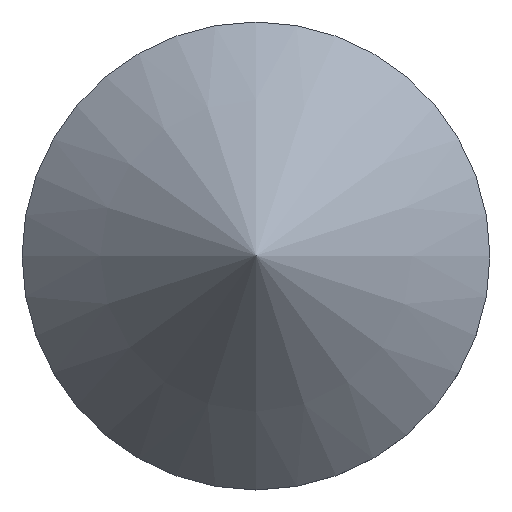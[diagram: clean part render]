
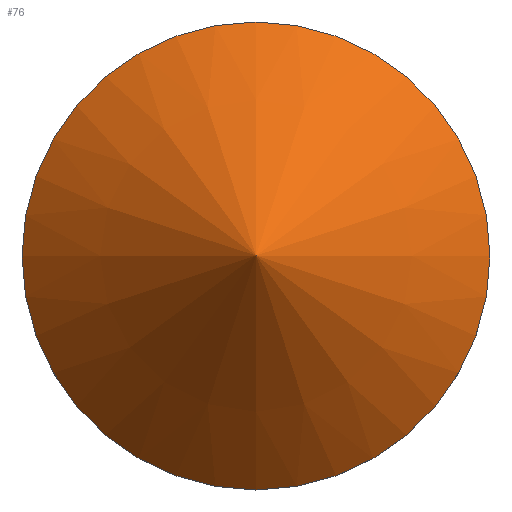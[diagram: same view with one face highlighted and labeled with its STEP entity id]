
A CAD part, top view. The second image highlights one B-rep face of the part: STEP entity #76.
In plain terms, the highlighted conical face has half-angle 45 degrees and reference radius 707.107 mm.
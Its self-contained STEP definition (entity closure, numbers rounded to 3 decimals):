
#76 = ADVANCED_FACE( '', ( #85, #86 ), #87, .T. );
#85 = FACE_OUTER_BOUND( '', #102, .T. );
#86 = FACE_BOUND( '', #103, .T. );
#87 = CONICAL_SURFACE( '', #104, 707.107, 0.785 );
#102 = EDGE_LOOP( '', ( #121 ) );
#103 = VERTEX_LOOP( '', #122 );
#104 = AXIS2_PLACEMENT_3D( '', #123, #124, #125 );
#121 = ORIENTED_EDGE( '', *, *, #147, .T. );
#122 = VERTEX_POINT( '', #148 );
#123 = CARTESIAN_POINT( '', ( 0., 0., -679.107 ) );
#124 = DIRECTION( '', ( 0., 0., -1. ) );
#125 = DIRECTION( '', ( -1., 0., 0. ) );
#147 = EDGE_CURVE( '', #155, #155, #156, .T. );
#148 = CARTESIAN_POINT( '', ( 0., 0., 28. ) );
#155 = VERTEX_POINT( '', #165 );
#156 = CIRCLE( '', #166, 15. );
#165 = CARTESIAN_POINT( '', ( 15., 0., 13. ) );
#166 = AXIS2_PLACEMENT_3D( '', #177, #178, #179 );
#177 = CARTESIAN_POINT( '', ( 0., 0., 13. ) );
#178 = DIRECTION( '', ( 0., 0., 1. ) );
#179 = DIRECTION( '', ( 1., 0., 0. ) );
